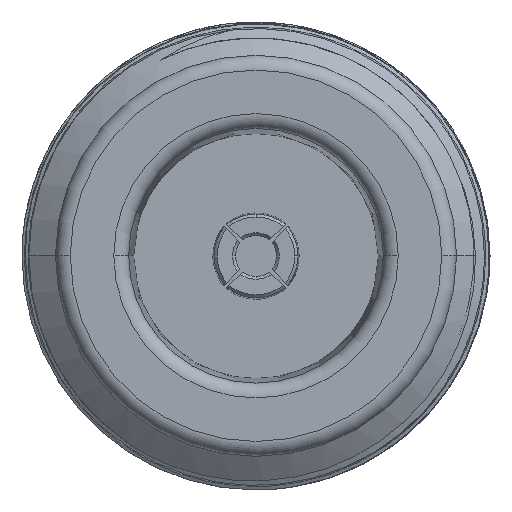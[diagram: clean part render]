
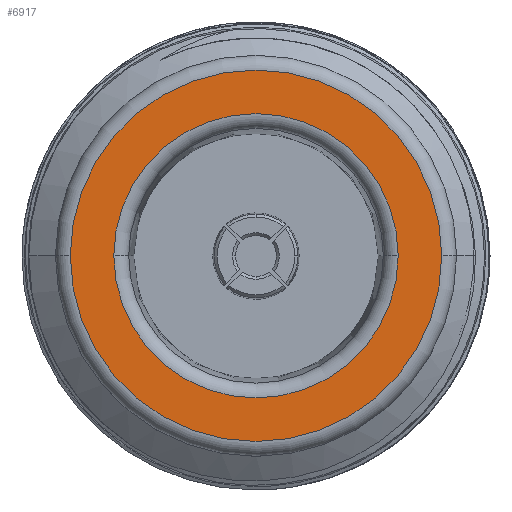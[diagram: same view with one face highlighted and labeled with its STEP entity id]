
A CAD part, top view. The second image highlights one B-rep face of the part: STEP entity #6917.
In plain terms, the highlighted planar face has unit normal (0, 0, 1).
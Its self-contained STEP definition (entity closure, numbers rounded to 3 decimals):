
#2195 = CARTESIAN_POINT ( 'NONE',  ( -6.25, 0., 0. ) ) ;
#2471 = VERTEX_POINT ( 'NONE', #24422 ) ;
#3350 = ORIENTED_EDGE ( 'NONE', *, *, #6711, .T. ) ;
#3526 = CIRCLE ( 'NONE', #24871, 6.25 ) ;
#4658 = PLANE ( 'NONE',  #13725 ) ;
#4825 = CARTESIAN_POINT ( 'NONE',  ( 0., 0., 0. ) ) ;
#5254 = DIRECTION ( 'NONE',  ( 0., 0., 1. ) ) ;
#5257 = DIRECTION ( 'NONE',  ( 0., 0., 1. ) ) ;
#5508 = ORIENTED_EDGE ( 'NONE', *, *, #16653, .T. ) ;
#6590 = DIRECTION ( 'NONE',  ( 0., 0., -1. ) ) ;
#6711 = EDGE_CURVE ( 'NONE', #10958, #2471, #20098, .T. ) ;
#6846 = DIRECTION ( 'NONE',  ( -1., 0., 0. ) ) ;
#6917 = ADVANCED_FACE ( 'NONE', ( #13237, #18514 ), #4658, .F. ) ;
#7559 = AXIS2_PLACEMENT_3D ( 'NONE', #11646, #25516, #13635 ) ;
#7577 = ORIENTED_EDGE ( 'NONE', *, *, #25689, .T. ) ;
#8294 = EDGE_LOOP ( 'NONE', ( #7577, #19001 ) ) ;
#8535 = EDGE_CURVE ( 'NONE', #25526, #10764, #3526, .T. ) ;
#10764 = VERTEX_POINT ( 'NONE', #2195 ) ;
#10958 = VERTEX_POINT ( 'NONE', #15217 ) ;
#11646 = CARTESIAN_POINT ( 'NONE',  ( 0., 0., 0. ) ) ;
#13237 = FACE_BOUND ( 'NONE', #21385, .T. ) ;
#13421 = AXIS2_PLACEMENT_3D ( 'NONE', #18474, #6590, #20485 ) ;
#13635 = DIRECTION ( 'NONE',  ( -1., 0., 0. ) ) ;
#13725 = AXIS2_PLACEMENT_3D ( 'NONE', #4825, #18730, #6846 ) ;
#15217 = CARTESIAN_POINT ( 'NONE',  ( 4.785, 0., 0. ) ) ;
#15498 = CIRCLE ( 'NONE', #13421, 4.785 ) ;
#16653 = EDGE_CURVE ( 'NONE', #2471, #10958, #15498, .T. ) ;
#17169 = CARTESIAN_POINT ( 'NONE',  ( 0., 0., 0. ) ) ;
#17171 = CARTESIAN_POINT ( 'NONE',  ( 0., 0., 0. ) ) ;
#18474 = CARTESIAN_POINT ( 'NONE',  ( 0., 0., 0. ) ) ;
#18514 = FACE_OUTER_BOUND ( 'NONE', #8294, .T. ) ;
#18723 = CARTESIAN_POINT ( 'NONE',  ( 6.25, 0., 0. ) ) ;
#18730 = DIRECTION ( 'NONE',  ( 0., 0., -1. ) ) ;
#18926 = AXIS2_PLACEMENT_3D ( 'NONE', #17169, #5254, #19154 ) ;
#19001 = ORIENTED_EDGE ( 'NONE', *, *, #8535, .T. ) ;
#19154 = DIRECTION ( 'NONE',  ( -1., 0., 0. ) ) ;
#19156 = DIRECTION ( 'NONE',  ( -1., 0., 0. ) ) ;
#20098 = CIRCLE ( 'NONE', #7559, 4.785 ) ;
#20485 = DIRECTION ( 'NONE',  ( -1., 0., 0. ) ) ;
#20581 = CIRCLE ( 'NONE', #18926, 6.25 ) ;
#21385 = EDGE_LOOP ( 'NONE', ( #5508, #3350 ) ) ;
#24422 = CARTESIAN_POINT ( 'NONE',  ( -4.785, 0., 0. ) ) ;
#24871 = AXIS2_PLACEMENT_3D ( 'NONE', #17171, #5257, #19156 ) ;
#25516 = DIRECTION ( 'NONE',  ( 0., 0., -1. ) ) ;
#25526 = VERTEX_POINT ( 'NONE', #18723 ) ;
#25689 = EDGE_CURVE ( 'NONE', #10764, #25526, #20581, .T. ) ;
